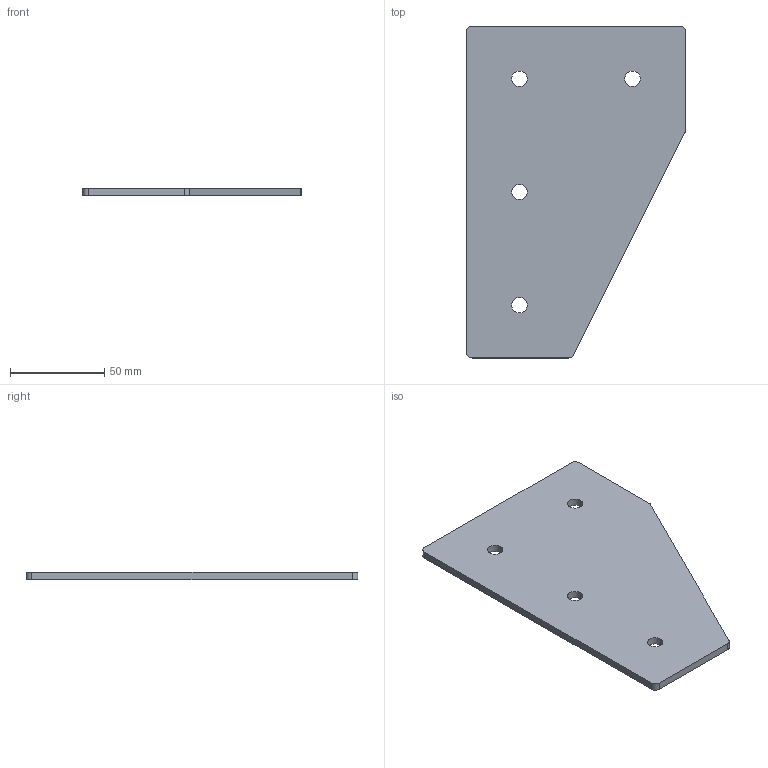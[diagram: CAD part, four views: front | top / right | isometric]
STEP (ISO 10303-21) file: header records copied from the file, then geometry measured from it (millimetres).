
FILE_DESCRIPTION (( 'STEP AP214' ), '1' );
FILE_NAME ('Ñáîðêà2.STEP', '2023-11-28T13:14:52', ( '' ), ( '' ), 'SwSTEP 2.0', 'SolidWorks 2022', '' );
FILE_SCHEMA (( 'AUTOMOTIVE_DESIGN' ));
Length unit declared in the file: millimetre
Products named in the file (2): Сборка2; A62 Г-соединитель 120х180B, Паз 10 SNSS.60.059_00
Assembly tree (1 placements, depth 2):
  Сборка2
    A62 Г-соединитель 120х180B, Паз 10 SNSS.60.059_00
Bounding box: 116 x 176 x 4 mm (x, y, z)
Volume: 66393.4 mm3; surface area: 35744.4 mm2
Topology: 1 solids, 1 shells, 20 faces, 54 edges, 36 vertices
Faces by surface type: cylinder 13, plane 7
Entity records: 726 total; most frequent: DIRECTION 128, CARTESIAN_POINT 114, ORIENTED_EDGE 108, EDGE_CURVE 54, AXIS2_PLACEMENT_3D 50, VERTEX_POINT 36, LINE 28, VECTOR 28
